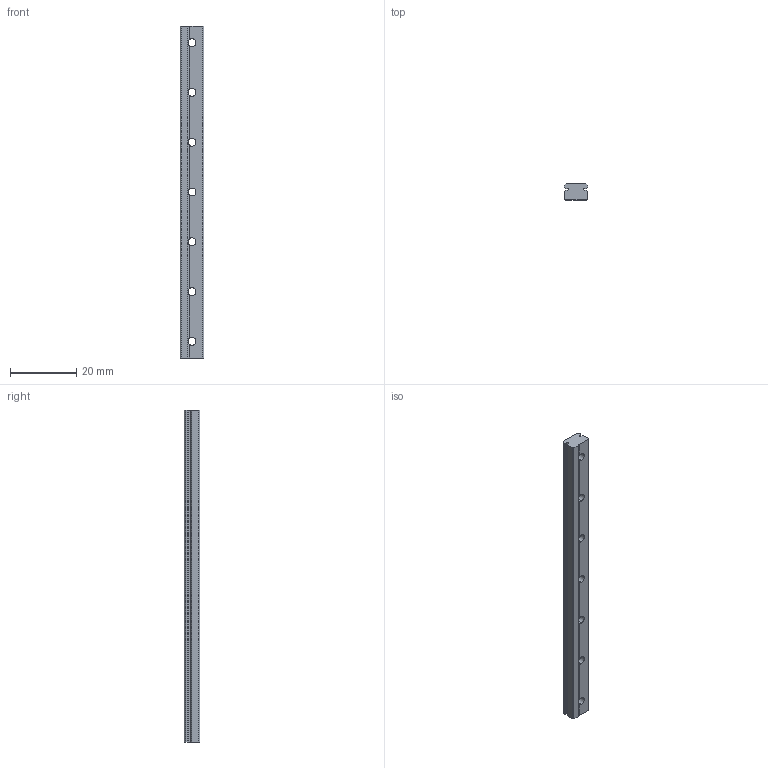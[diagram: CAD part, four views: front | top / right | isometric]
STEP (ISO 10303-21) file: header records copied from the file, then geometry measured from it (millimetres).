
FILE_DESCRIPTION (( 'STEP AP214' ), '1' );
FILE_NAME ('LinearRail-LWL7B-100mm.STEP', '2023-02-22T22:18:51', ( '' ), ( '' ), 'SwSTEP 2.0', 'SolidWorks 2022', '' );
FILE_SCHEMA (( 'AUTOMOTIVE_DESIGN' ));
Length unit declared in the file: millimetre
Products named in the file (1): LinearRail-LWL7B-100mm
Bounding box: 7 x 4.8 x 100 mm (x, y, z)
Volume: 2802.4 mm3; surface area: 2987.2 mm2
Topology: 1 solids, 1 shells, 60 faces, 174 edges, 116 vertices
Faces by surface type: cylinder 32, plane 28
Entity records: 2176 total; most frequent: CARTESIAN_POINT 470, DIRECTION 360, ORIENTED_EDGE 348, EDGE_CURVE 174, AXIS2_PLACEMENT_3D 132, VERTEX_POINT 116, VECTOR 96, LINE 96
